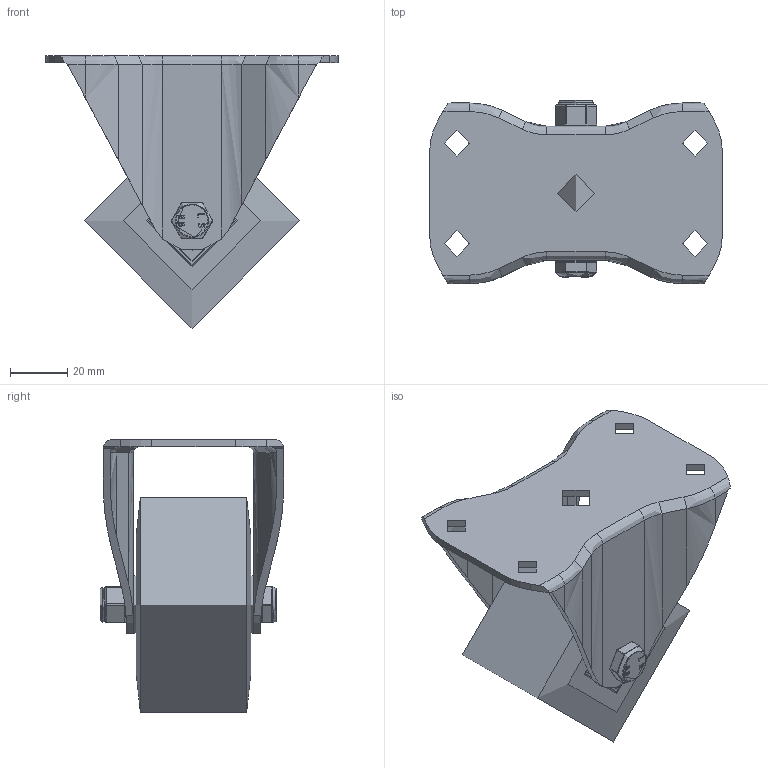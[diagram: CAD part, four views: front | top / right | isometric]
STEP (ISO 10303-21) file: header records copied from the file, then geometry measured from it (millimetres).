
FILE_DESCRIPTION(/* description */ (''),/* implementation_level */ '2;1');
FILE_NAME(/* name */ 'BZHF75PTBJ.step',/* time_stamp */ '2024-05-17T09:08:09+01:00',/* author */ (''),/* organization */ (''),/* preprocessor_version */ 'ST-DEVELOPER v20',/* originating_system */ 'Autodesk Translation Framework v13.14.0.145',/* authorisation */ '');
FILE_SCHEMA (('AUTOMOTIVE_DESIGN { 1 0 10303 214 3 1 1 }'));
Length unit declared in the file: millimetre
Products named in the file (28): BZHF75PTBJ; BZHF75AS v1; ZINC PLATED, PRESSED STEEL BRACKET; BZH75WPTBJM15 v1; POLYURETHANE TYRE; CAST IRON RIM; BEARING6002; Pattern; BEARING6002 (1); Pattern (1); Component1; METAL; METAL2; MIDDLE; RUBBER; BEARING SPACER; TH15X1X10 v1; ZINC PLATED HEADED SPACER; TH15X1X10 v1 (1); ZINC PLATED HEADED SPACER (1); HEXBOLTM8X55Z8.8 v2; GRADE 8.8 ZINC PLATED BOLT; NYLONBUSH v1; NYLONBUSH; NYLOCM8Z v1; NYLOC NUT (1); NUT (1); RUBBER (2)
Assembly tree (50 placements, depth 5):
  BZHF75PTBJ
    BZHF75AS v1
      ZINC PLATED, PRESSED STEEL BRACKET
    BZH75WPTBJM15 v1
      POLYURETHANE TYRE
      CAST IRON RIM
      BEARING6002
        METAL
        METAL2
        Pattern
          Component1  x9
        MIDDLE
        RUBBER  x2
      BEARING6002 (1)
        Pattern (1)
          Component1  x9
        METAL
        METAL2
        MIDDLE
        RUBBER  x2
      BEARING SPACER
    TH15X1X10 v1
      ZINC PLATED HEADED SPACER
    TH15X1X10 v1 (1)
      ZINC PLATED HEADED SPACER (1)
    HEXBOLTM8X55Z8.8 v2
      GRADE 8.8 ZINC PLATED BOLT
    NYLONBUSH v1
      NYLONBUSH
    NYLOCM8Z v1
      NYLOC NUT (1)
        NUT (1)
        RUBBER (2)
Bounding box: 102 x 64.03 x 95 mm (x, y, z)
Volume: 193081 mm3; surface area: 83028.8 mm2
Topology: 38 solids, 38 shells, 1091 faces, 2749 edges, 1775 vertices
Faces by surface type: bspline 376, plane 348, cylinder 234, sphere 78, torus 28, cone 27
Full cylindrical faces by diameter (mm): 0.664 x2, 6.446 x7, 7.866 x13, 8 x4, 8.2 x2, 8.6 x2, 9 x4, 10 x1, 10.25 x2, 11.5 x1, 12.1 x1, 13 x1, 14.75 x2, 15 x3, 18 x1, 19 x2, 20 x6, 20.5 x4, 21.5 x4, 26.8 x4, 28 x3, 28.2 x8, 32 x4, 48 x2, 75 x1
Entity records: 24951 total; most frequent: CARTESIAN_POINT 11111, ORIENTED_EDGE 2808, DIRECTION 2551, EDGE_CURVE 1404, AXIS2_PLACEMENT_3D 1006, VERTEX_POINT 895, EDGE_LOOP 670, FACE_OUTER_BOUND 576
